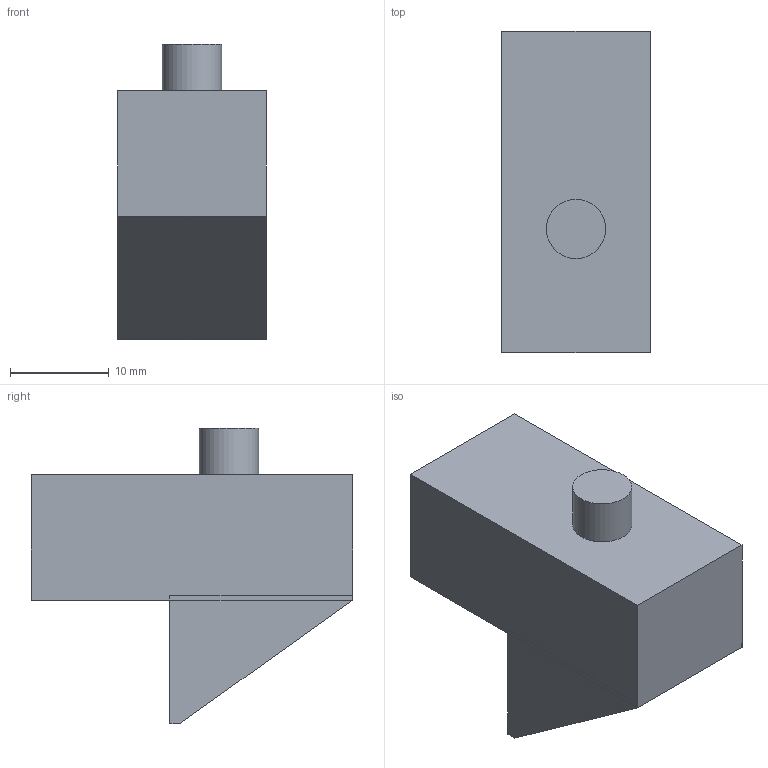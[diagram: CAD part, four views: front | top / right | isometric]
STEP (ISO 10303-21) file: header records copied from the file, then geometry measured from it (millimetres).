
FILE_DESCRIPTION(('FreeCAD Model'),'2;1');
FILE_NAME('Open CASCADE Shape Model','2025-01-03T08:19:10',(''),(''), 'Open CASCADE STEP processor 7.7','FreeCAD','Unknown');
FILE_SCHEMA(('AUTOMOTIVE_DESIGN { 1 0 10303 214 1 1 1 1 }'));
Length unit declared in the file: millimetre
Products named in the file (1): Fusion
Bounding box: 15 x 32.5 x 29.9 mm (x, y, z)
Volume: 8152.2 mm3; surface area: 2761.4 mm2
Topology: 1 solids, 1 shells, 16 faces, 35 edges, 22 vertices
Faces by surface type: plane 15, cylinder 1
Full cylindrical faces by diameter (mm): 6 x1
Entity records: 1051 total; most frequent: CARTESIAN_POINT 146, DIRECTION 139, LINE 99, VECTOR 99, ORIENTED_EDGE 70, PCURVE 70, DEFINITIONAL_REPRESENTATION 70, EDGE_CURVE 35
